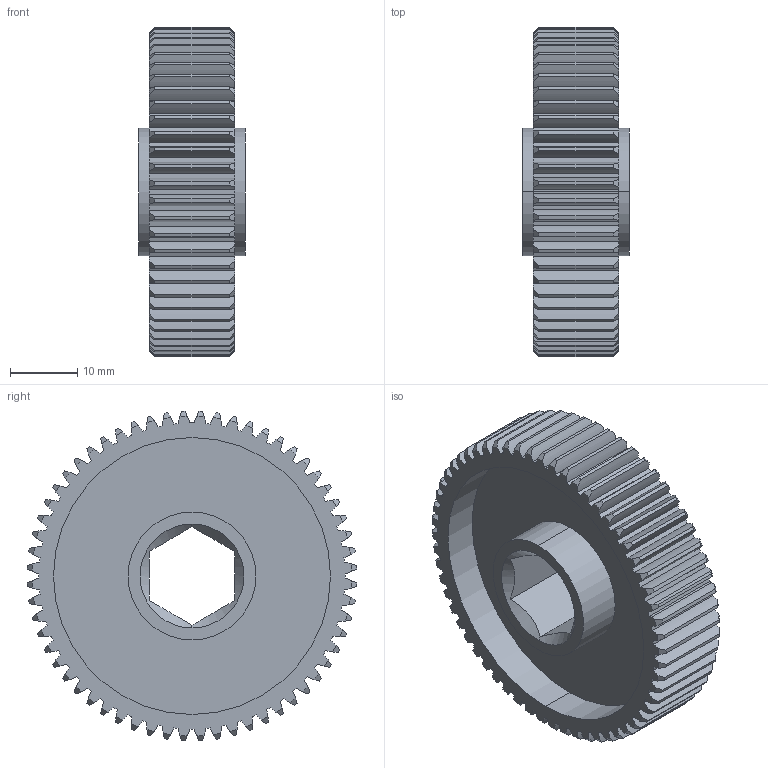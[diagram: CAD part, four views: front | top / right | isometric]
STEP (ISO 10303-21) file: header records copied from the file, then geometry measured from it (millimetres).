
FILE_DESCRIPTION (( 'STEP AP203' ), '1' );
FILE_NAME ('am-4334 60T 32DP 500hex 500FW.STEP', '2022-06-14T16:17:07', ( '' ), ( '' ), 'SwSTEP 2.0', 'SolidWorks 2021', '' );
FILE_SCHEMA (( 'CONFIG_CONTROL_DESIGN' ));
Length unit declared in the file: inch
Products named in the file (1): am-4334 60T 32DP 500hex 500FW
Bounding box: 15.88 x 49.17 x 49.17 mm (x, y, z)
Volume: 10288.3 mm3; surface area: 9734.5 mm2
Topology: 1 solids, 1 shells, 389 faces, 1145 edges, 762 vertices
Faces by surface type: cylinder 253, cone 124, plane 12
Entity records: 13736 total; most frequent: CARTESIAN_POINT 3169, DIRECTION 2295, ORIENTED_EDGE 2290, EDGE_CURVE 1145, AXIS2_PLACEMENT_3D 1016, VERTEX_POINT 762, CIRCLE 626, EDGE_LOOP 395
